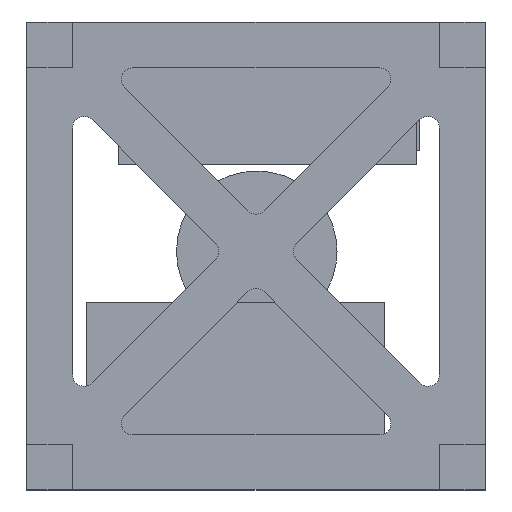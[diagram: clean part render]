
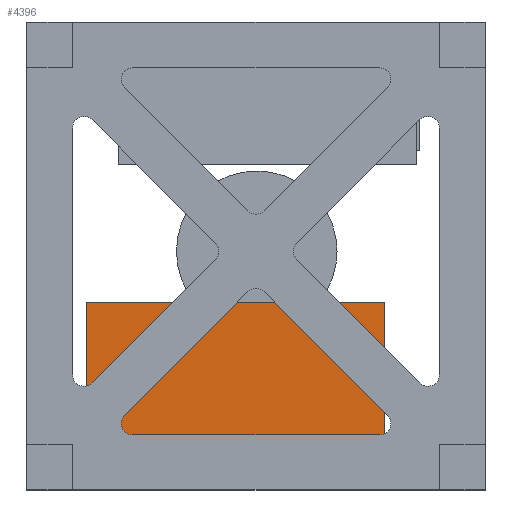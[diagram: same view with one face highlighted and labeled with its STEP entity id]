
A CAD part, front view. The second image highlights one B-rep face of the part: STEP entity #4396.
In plain terms, the highlighted planar face has unit normal (0, -1, 0).
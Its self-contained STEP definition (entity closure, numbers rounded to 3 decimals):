
#314 = FACE_OUTER_BOUND ( 'NONE', #2419, .T. ) ;
#569 = CARTESIAN_POINT ( 'NONE',  ( -32.5, 0., 15. ) ) ;
#575 = CARTESIAN_POINT ( 'NONE',  ( -32.5, 0., -15. ) ) ;
#578 = CARTESIAN_POINT ( 'NONE',  ( 32.5, 0., -15. ) ) ;
#582 = CARTESIAN_POINT ( 'NONE',  ( 32.5, 0., 15. ) ) ;
#1328 = DIRECTION ( 'NONE',  ( 0., 0., 1. ) ) ;
#1329 = DIRECTION ( 'NONE',  ( 0., 1., 0. ) ) ;
#1337 = CARTESIAN_POINT ( 'NONE',  ( 0., 0., 0. ) ) ;
#1341 = PLANE ( 'NONE',  #1681 ) ;
#1681 = AXIS2_PLACEMENT_3D ( 'NONE', #1337, #1329, #1328 ) ;
#1828 = EDGE_CURVE ( 'NONE', #2621, #2618, #3446, .T. ) ;
#1829 = EDGE_CURVE ( 'NONE', #2618, #2628, #3450, .T. ) ;
#1877 = EDGE_CURVE ( 'NONE', #2628, #2626, #3535, .T. ) ;
#1882 = EDGE_CURVE ( 'NONE', #2626, #2621, #3545, .T. ) ;
#2419 = EDGE_LOOP ( 'NONE', ( #4047, #4154, #4159, #4150 ) ) ;
#2474 = CARTESIAN_POINT ( 'NONE',  ( -32.5, 0., -15. ) ) ;
#2618 = VERTEX_POINT ( 'NONE', #569 ) ;
#2621 = VERTEX_POINT ( 'NONE', #575 ) ;
#2626 = VERTEX_POINT ( 'NONE', #578 ) ;
#2628 = VERTEX_POINT ( 'NONE', #582 ) ;
#2652 = DIRECTION ( 'NONE',  ( 1., 0., 0. ) ) ;
#2669 = DIRECTION ( 'NONE',  ( 0., 0., 1. ) ) ;
#2882 = DIRECTION ( 'NONE',  ( -1., 0., 0. ) ) ;
#2884 = CARTESIAN_POINT ( 'NONE',  ( -32.5, 0., -15. ) ) ;
#2911 = DIRECTION ( 'NONE',  ( 0., 0., -1. ) ) ;
#2914 = CARTESIAN_POINT ( 'NONE',  ( 32.5, 0., -15. ) ) ;
#2936 = CARTESIAN_POINT ( 'NONE',  ( -32.5, 0., 15. ) ) ;
#3439 = VECTOR ( 'NONE', #2669, 1000. ) ;
#3446 = LINE ( 'NONE', #2474, #3439 ) ;
#3450 = LINE ( 'NONE', #2936, #3452 ) ;
#3452 = VECTOR ( 'NONE', #2652, 1000. ) ;
#3535 = LINE ( 'NONE', #2914, #3536 ) ;
#3536 = VECTOR ( 'NONE', #2911, 1000. ) ;
#3545 = LINE ( 'NONE', #2884, #3546 ) ;
#3546 = VECTOR ( 'NONE', #2882, 1000. ) ;
#4047 = ORIENTED_EDGE ( 'NONE', *, *, #1877, .F. ) ;
#4150 = ORIENTED_EDGE ( 'NONE', *, *, #1882, .F. ) ;
#4154 = ORIENTED_EDGE ( 'NONE', *, *, #1829, .F. ) ;
#4159 = ORIENTED_EDGE ( 'NONE', *, *, #1828, .F. ) ;
#4396 = ADVANCED_FACE ( 'NONE', ( #314 ), #1341, .F. ) ;
